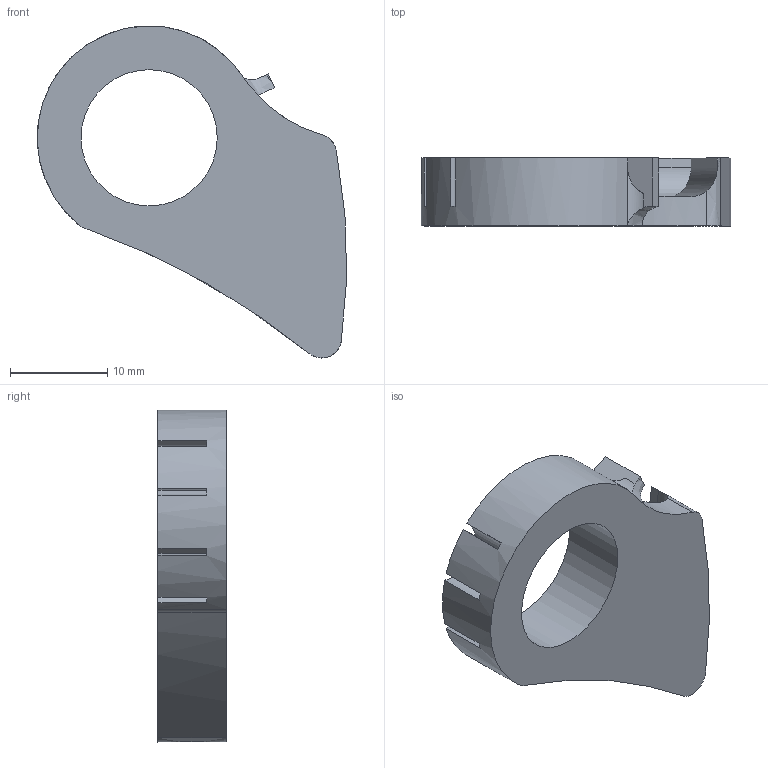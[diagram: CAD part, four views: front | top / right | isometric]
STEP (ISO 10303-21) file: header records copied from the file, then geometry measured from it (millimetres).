
FILE_DESCRIPTION(/* description */ (''),/* implementation_level */ '2;1');
FILE_NAME(/* name */ 'trigger.step',/* time_stamp */ '2022-04-29T09:32:59+02:00',/* author */ (''),/* organization */ (''),/* preprocessor_version */ 'ST-DEVELOPER v18.1',/* originating_system */ 'Autodesk Translation Framework v10.14.0.1471',/* authorisation */ '');
FILE_SCHEMA (('AUTOMOTIVE_DESIGN { 1 0 10303 214 3 1 1 }'));
Length unit declared in the file: millimetre
Products named in the file (1): trigger
Bounding box: 31.81 x 7 x 34.13 mm (x, y, z)
Volume: 2787.9 mm3; surface area: 2427.4 mm2
Topology: 1 solids, 1 shells, 42 faces, 111 edges, 72 vertices
Faces by surface type: plane 20, cylinder 13, bspline 7, sphere 1, torus 1
Full cylindrical faces by diameter (mm): 14 x1
Entity records: 1638 total; most frequent: CARTESIAN_POINT 626, ORIENTED_EDGE 222, DIRECTION 180, EDGE_CURVE 111, VERTEX_POINT 72, AXIS2_PLACEMENT_3D 66, LINE 48, VECTOR 48
